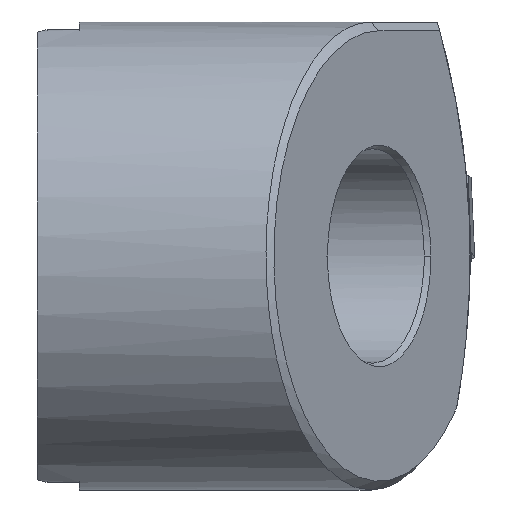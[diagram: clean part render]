
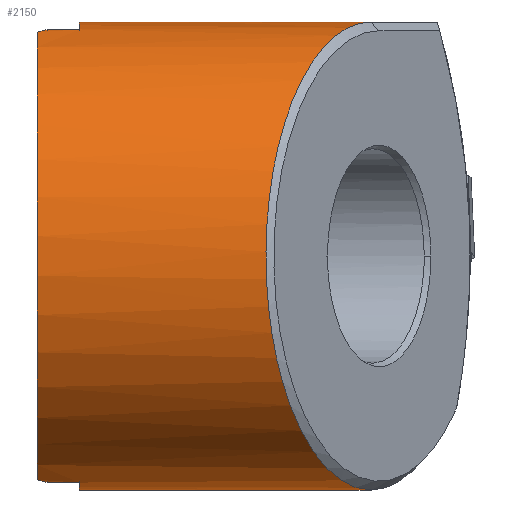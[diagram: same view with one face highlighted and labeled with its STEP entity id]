
A CAD part, left-side view. The second image highlights one B-rep face of the part: STEP entity #2150.
In plain terms, the highlighted cylindrical face has radius 12 mm (diameter 24 mm), a partial arc.
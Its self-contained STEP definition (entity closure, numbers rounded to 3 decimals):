
#844=VERTEX_POINT('NONE',#2316);
#910=VERTEX_POINT('NONE',#2387);
#922=VERTEX_POINT('NONE',#2401);
#932=VERTEX_POINT('NONE',#2411);
#968=EDGE_CURVE('Kante128',#1884,#1342,#2450,.F.);
#1170=VERTEX_POINT('NONE',#2674);
#1342=VERTEX_POINT('NONE',#2864);
#1352=EDGE_CURVE('',#1170,#1372,#2874,.T.);
#1372=VERTEX_POINT('',#2894);
#1406=EDGE_CURVE('Kante87',#1342,#1170,#2932,.F.);
#1500=VERTEX_POINT('NONE',#3040);
#1516=VERTEX_POINT('NONE',#3056);
#1764=EDGE_CURVE('Kante105',#844,#932,#3325,.T.);
#1782=VERTEX_POINT('NONE',#3346);
#1844=EDGE_CURVE('NONE',#922,#844,#3421,.T.);
#1868=EDGE_CURVE('Kante123',#1782,#922,#3445,.F.);
#1884=VERTEX_POINT('NONE',#3461);
#1946=EDGE_CURVE('NONE',#1500,#1884,#3530,.F.);
#2002=EDGE_CURVE('NONE',#1372,#1782,#3593,.T.);
#2060=EDGE_CURVE('Kante78',#910,#1500,#3658,.F.);
#2118=EDGE_CURVE('NONE',#932,#1516,#3719,.F.);
#2150=ADVANCED_FACE('Fl�che8',(#3754),#3755,.T.);
#2166=EDGE_CURVE('NONE',#1516,#910,#3771,.F.);
#2316=CARTESIAN_POINT('',(0.0,-2.15,12.0));
#2387=CARTESIAN_POINT('',(-3.5,0.0,11.478));
#2401=CARTESIAN_POINT('',(0.0,-8.75,12.0));
#2411=CARTESIAN_POINT('',(-3.0,-2.15,11.619));
#2450=LINE('',#4191,#4192);
#2674=CARTESIAN_POINT('',(0.,-2.15,-12.0));
#2864=CARTESIAN_POINT('',(-3.0,-2.15,-11.619));
#2874=LINE('',#5155,#5156);
#2894=CARTESIAN_POINT('',(0.,-17.114,-12.0));
#2932=CIRCLE('',#5258,12.0);
#3040=CARTESIAN_POINT('',(-3.5,0.0,-11.478));
#3056=CARTESIAN_POINT('',(-3.0,-0.5,11.619));
#3325=CIRCLE('',#6084,12.0);
#3346=CARTESIAN_POINT('',(0.0,-17.113,12.0));
#3421=LINE('',#6199,#6200);
#3445=LINE('',#6257,#6258);
#3461=CARTESIAN_POINT('',(-3.0,-0.5,-11.619));
#3530=ELLIPSE('',#6420,16.971,12.0);
#3593=B_SPLINE_CURVE_WITH_KNOTS('',3,(#6506,#6507,#6508,#6509,#6510,#6511,#6512,#6513,#6514,#6515,#6516,#6517,#6518,#6519,#6520,#6521,#6522,#6523,#6524,#6525,#6526,#6527,#6528,#6529,#6530,#6531,#6532,#6533,#6534,#6535,#6536,#6537,#6538,#6539,#6540,#6541,#6542,#6543,#6544,#6545),.UNSPECIFIED.,.F.,.F.,(4,2,2,2,2,2,2,2,2,2,2,2,2,2,2,2,2,2,2,4),(-51.111,-46.634,-42.451,-38.263,-32.279,-30.043,-24.547,-22.487,-18.762,-15.969,-10.331,-8.943,-2.855,-0.549,-0.491,-0.428,-0.326,-0.251,-0.139,-0.0),.UNSPECIFIED.);
#3658=CIRCLE('',#6647,12.0);
#3719=LINE('',#6745,#6746);
#3754=FACE_OUTER_BOUND('',#6795,.T.);
#3755=CYLINDRICAL_SURFACE('',#6796,12.0);
#3771=ELLIPSE('',#6837,16.971,12.0);
#4191=CARTESIAN_POINT('',(-3.0,-11.17,-11.619));
#4192=VECTOR('',#7133,1.0);
#5155=CARTESIAN_POINT('',(0.,-11.17,-12.0));
#5156=VECTOR('',#7614,1.0);
#5258=AXIS2_PLACEMENT_3D('',#7659,#7660,#7661);
#6084=AXIS2_PLACEMENT_3D('',#8064,#8065,#8066);
#6199=CARTESIAN_POINT('',(0.0,-11.17,12.0));
#6200=VECTOR('',#8208,1000.0);
#6257=CARTESIAN_POINT('',(0.0,-11.17,12.0));
#6258=VECTOR('',#8219,1.0);
#6420=AXIS2_PLACEMENT_3D('',#8290,#8291,#8292);
#6506=CARTESIAN_POINT('',(1.673,-17.864,-11.883));
#6507=CARTESIAN_POINT('',(0.608,-17.385,-12.033));
#6508=CARTESIAN_POINT('',(-0.473,-16.903,-12.039));
#6509=CARTESIAN_POINT('',(-2.537,-15.976,-11.772));
#6510=CARTESIAN_POINT('',(-3.52,-15.532,-11.517));
#6511=CARTESIAN_POINT('',(-5.407,-14.683,-10.761));
#6512=CARTESIAN_POINT('',(-6.308,-14.281,-10.261));
#6513=CARTESIAN_POINT('',(-8.332,-13.373,-8.762));
#6514=CARTESIAN_POINT('',(-9.372,-12.903,-7.65));
#6515=CARTESIAN_POINT('',(-10.487,-12.404,-5.86));
#6516=CARTESIAN_POINT('',(-10.757,-12.284,-5.35));
#6517=CARTESIAN_POINT('',(-11.563,-11.923,-3.513));
#6518=CARTESIAN_POINT('',(-11.902,-11.767,-2.106));
#6519=CARTESIAN_POINT('',(-12.012,-11.72,-0.116));
#6520=CARTESIAN_POINT('',(-12.005,-11.724,0.428));
#6521=CARTESIAN_POINT('',(-11.882,-11.779,1.948));
#6522=CARTESIAN_POINT('',(-11.683,-11.867,2.908));
#6523=CARTESIAN_POINT('',(-11.139,-12.111,4.523));
#6524=CARTESIAN_POINT('',(-10.845,-12.243,5.187));
#6525=CARTESIAN_POINT('',(-9.79,-12.719,7.09));
#6526=CARTESIAN_POINT('',(-8.821,-13.15,8.292));
#6527=CARTESIAN_POINT('',(-7.269,-13.848,9.556));
#6528=CARTESIAN_POINT('',(-6.952,-13.991,9.789));
#6529=CARTESIAN_POINT('',(-5.192,-14.783,10.954));
#6530=CARTESIAN_POINT('',(-3.588,-15.5,11.574));
#6531=CARTESIAN_POINT('',(-1.297,-16.531,11.947));
#6532=CARTESIAN_POINT('',(-0.661,-16.817,11.999));
#6533=CARTESIAN_POINT('',(-0.008,-17.11,12.));
#6534=CARTESIAN_POINT('',(0.009,-17.117,12.));
#6535=CARTESIAN_POINT('',(0.046,-17.134,12.));
#6536=CARTESIAN_POINT('',(0.065,-17.142,12.));
#6537=CARTESIAN_POINT('',(0.115,-17.165,11.999));
#6538=CARTESIAN_POINT('',(0.146,-17.179,11.999));
#6539=CARTESIAN_POINT('',(0.199,-17.204,11.998));
#6540=CARTESIAN_POINT('',(0.222,-17.215,11.998));
#6541=CARTESIAN_POINT('',(0.278,-17.241,11.997));
#6542=CARTESIAN_POINT('',(0.311,-17.257,11.996));
#6543=CARTESIAN_POINT('',(0.387,-17.293,11.994));
#6544=CARTESIAN_POINT('',(0.429,-17.314,11.992));
#6545=CARTESIAN_POINT('',(0.47,-17.334,11.991));
#6647=AXIS2_PLACEMENT_3D('',#8439,#8440,#8441);
#6745=CARTESIAN_POINT('',(-3.0,-11.17,11.619));
#6746=VECTOR('',#8480,1.0);
#6795=EDGE_LOOP('',(#8520,#8521,#8522,#8523,#8524,#8525,#8526,#8527,#8528,#8529,#8530));
#6796=AXIS2_PLACEMENT_3D('',#8531,#8532,#8533);
#6837=AXIS2_PLACEMENT_3D('',#8535,#8536,#8537);
#7133=DIRECTION('',(-0.0,1.0,0.0));
#7614=DIRECTION('',(0.0,-1.0,0.0));
#7659=CARTESIAN_POINT('',(0.0,-2.15,0.0));
#7660=DIRECTION('',(0.0,1.0,0.0));
#7661=DIRECTION('',(0.0,0.0,1.0));
#8064=CARTESIAN_POINT('',(0.0,-2.15,0.0));
#8065=DIRECTION('',(0.0,-1.0,0.0));
#8066=DIRECTION('',(0.0,0.0,1.0));
#8208=DIRECTION('',(-0.0,1.0,0.0));
#8219=DIRECTION('',(0.0,-1.0,0.0));
#8290=CARTESIAN_POINT('',(0.0,-3.5,0.0));
#8291=DIRECTION('',(0.707,0.707,0.0));
#8292=DIRECTION('',(-0.707,0.707,-0.0));
#8439=CARTESIAN_POINT('',(0.0,0.0,0.0));
#8440=DIRECTION('',(-0.0,1.0,0.0));
#8441=DIRECTION('',(0.0,0.0,1.0));
#8480=DIRECTION('',(0.0,-1.0,0.0));
#8520=ORIENTED_EDGE('',*,*,#1352,.T.);
#8521=ORIENTED_EDGE('',*,*,#2002,.T.);
#8522=ORIENTED_EDGE('',*,*,#1868,.T.);
#8523=ORIENTED_EDGE('',*,*,#1844,.T.);
#8524=ORIENTED_EDGE('',*,*,#1764,.T.);
#8525=ORIENTED_EDGE('',*,*,#2118,.T.);
#8526=ORIENTED_EDGE('',*,*,#2166,.T.);
#8527=ORIENTED_EDGE('',*,*,#2060,.T.);
#8528=ORIENTED_EDGE('',*,*,#1946,.T.);
#8529=ORIENTED_EDGE('',*,*,#968,.T.);
#8530=ORIENTED_EDGE('',*,*,#1406,.T.);
#8531=CARTESIAN_POINT('',(0.0,-11.17,0.0));
#8532=DIRECTION('',(-0.0,1.0,-0.0));
#8533=DIRECTION('',(0.0,0.0,1.0));
#8535=CARTESIAN_POINT('',(0.0,-3.5,0.0));
#8536=DIRECTION('',(0.707,0.707,0.0));
#8537=DIRECTION('',(-0.707,0.707,-0.0));
